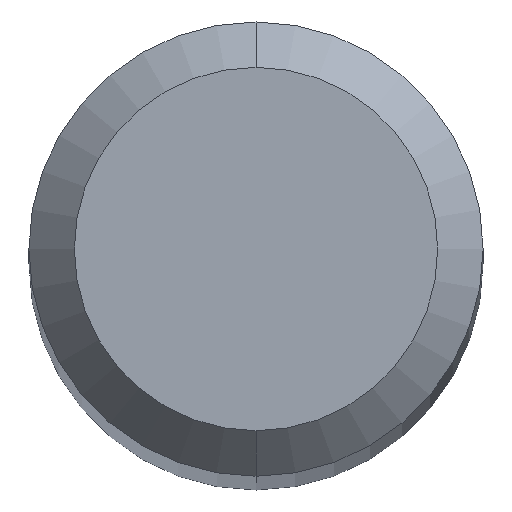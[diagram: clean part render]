
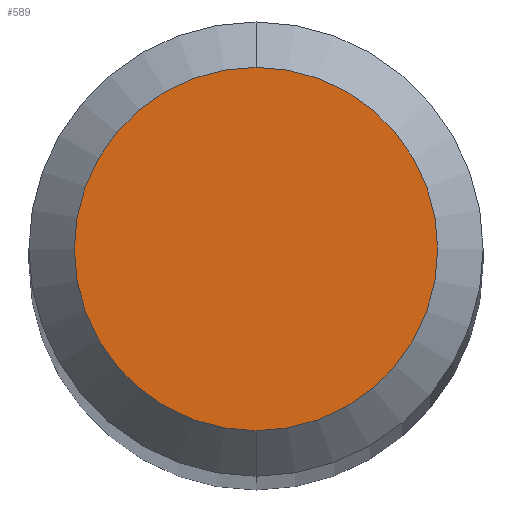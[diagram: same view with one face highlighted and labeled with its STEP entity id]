
A CAD part, top view. The second image highlights one B-rep face of the part: STEP entity #589.
In plain terms, the highlighted planar face has unit normal (0, 0, 1).
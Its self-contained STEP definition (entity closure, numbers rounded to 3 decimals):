
#579=EDGE_CURVE('',#851,#833,#1239,.T.);
#589=ADVANCED_FACE('',(#1250),#1251,.T.);
#655=EDGE_CURVE('',#833,#851,#1326,.T.);
#833=VERTEX_POINT('',#1518);
#851=VERTEX_POINT('',#1538);
#1239=CIRCLE('',#4155,1.2);
#1250=FACE_OUTER_BOUND('',#4182,.T.);
#1251=PLANE('',#4183);
#1326=CIRCLE('',#4796,1.2);
#1518=CARTESIAN_POINT('',(0.0,1.2,0.0));
#1538=CARTESIAN_POINT('',(0.,-1.2,0.0));
#4155=AXIS2_PLACEMENT_3D('',#7747,#7748,#7749);
#4182=EDGE_LOOP('',(#7759,#7760));
#4183=AXIS2_PLACEMENT_3D('',#7761,#7762,#7763);
#4796=AXIS2_PLACEMENT_3D('',#7860,#7861,#7862);
#7747=CARTESIAN_POINT('',(0.0,0.0,0.0));
#7748=DIRECTION('',(0.0,0.0,-1.0));
#7749=DIRECTION('',(0.0,1.0,0.0));
#7759=ORIENTED_EDGE('',*,*,#655,.F.);
#7760=ORIENTED_EDGE('',*,*,#579,.F.);
#7761=CARTESIAN_POINT('',(0.0,0.6,0.0));
#7762=DIRECTION('',(-0.0,0.0,1.0));
#7763=DIRECTION('',(0.0,-1.0,0.0));
#7860=CARTESIAN_POINT('',(0.0,0.0,0.0));
#7861=DIRECTION('',(0.0,0.0,-1.0));
#7862=DIRECTION('',(0.0,1.0,0.0));
